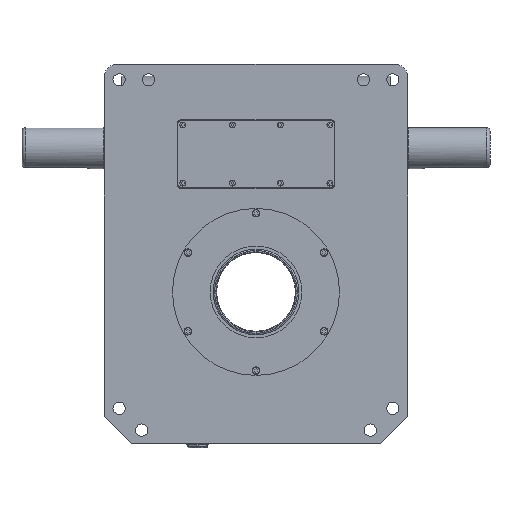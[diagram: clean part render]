
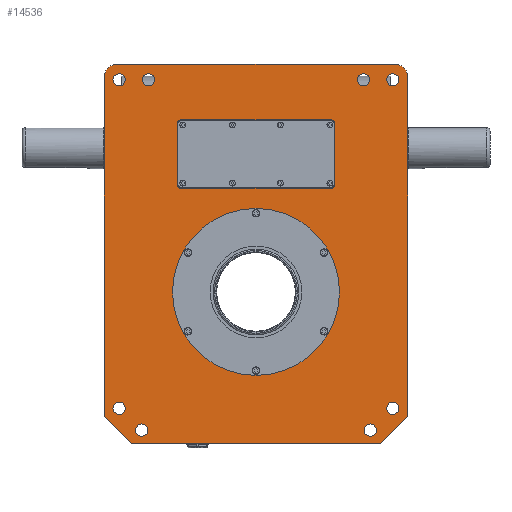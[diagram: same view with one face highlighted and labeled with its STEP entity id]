
A CAD part, front view. The second image highlights one B-rep face of the part: STEP entity #14536.
In plain terms, the highlighted planar face has unit normal (0, -1, 0).
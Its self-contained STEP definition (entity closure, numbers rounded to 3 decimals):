
#808=LINE('',#22452,#1669);
#812=LINE('',#22461,#1673);
#850=LINE('',#23462,#1711);
#854=LINE('',#23471,#1715);
#858=LINE('',#23480,#1719);
#923=LINE('',#23662,#1784);
#924=LINE('',#23663,#1785);
#925=LINE('',#23664,#1786);
#926=LINE('',#23665,#1787);
#927=LINE('',#23684,#1788);
#1669=VECTOR('',#16767,1000.);
#1673=VECTOR('',#16773,1000.);
#1711=VECTOR('',#16933,1000.);
#1715=VECTOR('',#16939,1000.);
#1719=VECTOR('',#16945,1000.);
#1784=VECTOR('',#17110,1000.);
#1785=VECTOR('',#17111,1000.);
#1786=VECTOR('',#17112,1000.);
#1787=VECTOR('',#17113,1000.);
#1788=VECTOR('',#17132,1000.);
#3408=ORIENTED_EDGE('',*,*,#5606,.T.);
#3409=ORIENTED_EDGE('',*,*,#5607,.F.);
#3410=ORIENTED_EDGE('',*,*,#5394,.T.);
#3411=ORIENTED_EDGE('',*,*,#5608,.F.);
#3412=ORIENTED_EDGE('',*,*,#5398,.T.);
#3413=ORIENTED_EDGE('',*,*,#5609,.F.);
#3414=ORIENTED_EDGE('',*,*,#5402,.T.);
#3415=ORIENTED_EDGE('',*,*,#5610,.F.);
#3416=ORIENTED_EDGE('',*,*,#5390,.T.);
#3417=ORIENTED_EDGE('',*,*,#5611,.F.);
#3418=ORIENTED_EDGE('',*,*,#5612,.F.);
#3419=ORIENTED_EDGE('',*,*,#5613,.F.);
#3420=ORIENTED_EDGE('',*,*,#5614,.F.);
#3421=ORIENTED_EDGE('',*,*,#5615,.F.);
#3422=ORIENTED_EDGE('',*,*,#5616,.F.);
#3423=ORIENTED_EDGE('',*,*,#5617,.F.);
#3424=ORIENTED_EDGE('',*,*,#5618,.F.);
#3425=ORIENTED_EDGE('',*,*,#5505,.F.);
#3426=ORIENTED_EDGE('',*,*,#5619,.T.);
#3427=ORIENTED_EDGE('',*,*,#5620,.F.);
#3428=ORIENTED_EDGE('',*,*,#5621,.T.);
#3429=ORIENTED_EDGE('',*,*,#5513,.F.);
#3430=ORIENTED_EDGE('',*,*,#5622,.T.);
#3431=ORIENTED_EDGE('',*,*,#5509,.F.);
#3432=ORIENTED_EDGE('',*,*,#5623,.T.);
#5390=EDGE_CURVE('',#6589,#6590,#7276,.T.);
#5394=EDGE_CURVE('',#6593,#6594,#7278,.T.);
#5398=EDGE_CURVE('',#6597,#6598,#808,.T.);
#5402=EDGE_CURVE('',#6601,#6602,#812,.T.);
#5505=EDGE_CURVE('',#6676,#6677,#850,.T.);
#5509=EDGE_CURVE('',#6680,#6681,#854,.T.);
#5513=EDGE_CURVE('',#6684,#6685,#858,.T.);
#5606=EDGE_CURVE('',#6750,#6750,#7350,.T.);
#5607=EDGE_CURVE('',#6593,#6590,#923,.T.);
#5608=EDGE_CURVE('',#6597,#6594,#924,.T.);
#5609=EDGE_CURVE('',#6601,#6598,#925,.T.);
#5610=EDGE_CURVE('',#6589,#6602,#926,.T.);
#5611=EDGE_CURVE('',#6751,#6751,#7351,.T.);
#5612=EDGE_CURVE('',#6752,#6752,#7352,.T.);
#5613=EDGE_CURVE('',#6753,#6753,#7353,.T.);
#5614=EDGE_CURVE('',#6754,#6754,#7354,.T.);
#5615=EDGE_CURVE('',#6755,#6755,#7355,.T.);
#5616=EDGE_CURVE('',#6756,#6756,#7356,.T.);
#5617=EDGE_CURVE('',#6757,#6757,#7357,.T.);
#5618=EDGE_CURVE('',#6758,#6758,#7358,.T.);
#5619=EDGE_CURVE('',#6676,#6759,#7359,.F.);
#5620=EDGE_CURVE('',#6760,#6759,#927,.T.);
#5621=EDGE_CURVE('',#6760,#6685,#7360,.F.);
#5622=EDGE_CURVE('',#6684,#6681,#7361,.F.);
#5623=EDGE_CURVE('',#6680,#6677,#7362,.F.);
#6589=VERTEX_POINT('',#22435);
#6590=VERTEX_POINT('',#22436);
#6593=VERTEX_POINT('',#22444);
#6594=VERTEX_POINT('',#22445);
#6597=VERTEX_POINT('',#22453);
#6598=VERTEX_POINT('',#22454);
#6601=VERTEX_POINT('',#22462);
#6602=VERTEX_POINT('',#22463);
#6676=VERTEX_POINT('',#23463);
#6677=VERTEX_POINT('',#23464);
#6680=VERTEX_POINT('',#23472);
#6681=VERTEX_POINT('',#23473);
#6684=VERTEX_POINT('',#23481);
#6685=VERTEX_POINT('',#23482);
#6750=VERTEX_POINT('',#23661);
#6751=VERTEX_POINT('',#23667);
#6752=VERTEX_POINT('',#23669);
#6753=VERTEX_POINT('',#23671);
#6754=VERTEX_POINT('',#23673);
#6755=VERTEX_POINT('',#23675);
#6756=VERTEX_POINT('',#23677);
#6757=VERTEX_POINT('',#23679);
#6758=VERTEX_POINT('',#23681);
#6759=VERTEX_POINT('',#23683);
#6760=VERTEX_POINT('',#23685);
#7276=CIRCLE('',#15186,20.);
#7278=CIRCLE('',#15189,20.);
#7350=CIRCLE('',#15305,122.);
#7351=CIRCLE('',#15306,9.);
#7352=CIRCLE('',#15307,9.);
#7353=CIRCLE('',#15308,9.);
#7354=CIRCLE('',#15309,9.);
#7355=CIRCLE('',#15310,9.);
#7356=CIRCLE('',#15311,9.);
#7357=CIRCLE('',#15312,9.);
#7358=CIRCLE('',#15313,9.);
#7359=CIRCLE('',#15314,5.);
#7360=CIRCLE('',#15315,5.);
#7361=CIRCLE('',#15316,5.);
#7362=CIRCLE('',#15317,5.);
#7899=EDGE_LOOP('',(#3408));
#7900=EDGE_LOOP('',(#3409,#3410,#3411,#3412,#3413,#3414,#3415,#3416));
#7901=EDGE_LOOP('',(#3417));
#7902=EDGE_LOOP('',(#3418));
#7903=EDGE_LOOP('',(#3419));
#7904=EDGE_LOOP('',(#3420));
#7905=EDGE_LOOP('',(#3421));
#7906=EDGE_LOOP('',(#3422));
#7907=EDGE_LOOP('',(#3423));
#7908=EDGE_LOOP('',(#3424));
#7909=EDGE_LOOP('',(#3425,#3426,#3427,#3428,#3429,#3430,#3431,#3432));
#8842=FACE_BOUND('',#7899,.T.);
#8843=FACE_BOUND('',#7900,.T.);
#8844=FACE_BOUND('',#7901,.T.);
#8845=FACE_BOUND('',#7902,.T.);
#8846=FACE_BOUND('',#7903,.T.);
#8847=FACE_BOUND('',#7904,.T.);
#8848=FACE_BOUND('',#7905,.T.);
#8849=FACE_BOUND('',#7906,.T.);
#8850=FACE_BOUND('',#7907,.T.);
#8851=FACE_BOUND('',#7908,.T.);
#8852=FACE_BOUND('',#7909,.T.);
#9553=PLANE('',#15304);
#14536=ADVANCED_FACE('',(#8842,#8843,#8844,#8845,#8846,#8847,#8848,#8849,
#8850,#8851,#8852),#9553,.T.);
#15186=AXIS2_PLACEMENT_3D('',#22434,#16751,#16752);
#15189=AXIS2_PLACEMENT_3D('',#22443,#16759,#16760);
#15304=AXIS2_PLACEMENT_3D('',#23659,#17106,#17107);
#15305=AXIS2_PLACEMENT_3D('',#23660,#17108,#17109);
#15306=AXIS2_PLACEMENT_3D('',#23666,#17114,#17115);
#15307=AXIS2_PLACEMENT_3D('',#23668,#17116,#17117);
#15308=AXIS2_PLACEMENT_3D('',#23670,#17118,#17119);
#15309=AXIS2_PLACEMENT_3D('',#23672,#17120,#17121);
#15310=AXIS2_PLACEMENT_3D('',#23674,#17122,#17123);
#15311=AXIS2_PLACEMENT_3D('',#23676,#17124,#17125);
#15312=AXIS2_PLACEMENT_3D('',#23678,#17126,#17127);
#15313=AXIS2_PLACEMENT_3D('',#23680,#17128,#17129);
#15314=AXIS2_PLACEMENT_3D('',#23682,#17130,#17131);
#15315=AXIS2_PLACEMENT_3D('',#23686,#17133,#17134);
#15316=AXIS2_PLACEMENT_3D('',#23687,#17135,#17136);
#15317=AXIS2_PLACEMENT_3D('',#23688,#17137,#17138);
#16751=DIRECTION('',(0.,-1.,0.));
#16752=DIRECTION('',(0.,0.,-1.));
#16759=DIRECTION('',(0.,-1.,0.));
#16760=DIRECTION('',(0.,0.,-1.));
#16767=DIRECTION('',(0.707,0.,-0.707));
#16773=DIRECTION('',(0.707,0.,0.707));
#16933=DIRECTION('',(0.,0.,1.));
#16939=DIRECTION('',(-1.,0.,0.));
#16945=DIRECTION('',(0.,0.,-1.));
#17106=DIRECTION('',(0.,-1.,0.));
#17107=DIRECTION('',(0.,0.,-1.));
#17108=DIRECTION('',(0.,1.,0.));
#17109=DIRECTION('',(0.,0.,1.));
#17110=DIRECTION('',(1.,0.,0.));
#17111=DIRECTION('',(0.,0.,1.));
#17112=DIRECTION('',(-1.,0.,0.));
#17113=DIRECTION('',(0.,0.,-1.));
#17114=DIRECTION('',(0.,-1.,0.));
#17115=DIRECTION('',(0.,0.,-1.));
#17116=DIRECTION('',(0.,-1.,0.));
#17117=DIRECTION('',(0.,0.,-1.));
#17118=DIRECTION('',(0.,-1.,0.));
#17119=DIRECTION('',(0.,0.,-1.));
#17120=DIRECTION('',(0.,-1.,0.));
#17121=DIRECTION('',(0.,0.,-1.));
#17122=DIRECTION('',(0.,-1.,0.));
#17123=DIRECTION('',(0.,0.,-1.));
#17124=DIRECTION('',(0.,-1.,0.));
#17125=DIRECTION('',(0.,0.,-1.));
#17126=DIRECTION('',(0.,-1.,0.));
#17127=DIRECTION('',(0.,0.,-1.));
#17128=DIRECTION('',(0.,-1.,0.));
#17129=DIRECTION('',(0.,0.,-1.));
#17130=DIRECTION('',(0.,-1.,0.));
#17131=DIRECTION('',(0.,0.,-1.));
#17132=DIRECTION('',(1.,0.,0.));
#17133=DIRECTION('',(0.,-1.,0.));
#17134=DIRECTION('',(0.,0.,-1.));
#17135=DIRECTION('',(0.,-1.,0.));
#17136=DIRECTION('',(0.,0.,-1.));
#17137=DIRECTION('',(0.,-1.,0.));
#17138=DIRECTION('',(0.,0.,-1.));
#22434=CARTESIAN_POINT('',(202.,-148.,313.));
#22435=CARTESIAN_POINT('',(222.,-148.,313.));
#22436=CARTESIAN_POINT('',(202.,-148.,333.));
#22443=CARTESIAN_POINT('',(-202.,-148.,313.));
#22444=CARTESIAN_POINT('',(-202.,-148.,333.));
#22445=CARTESIAN_POINT('',(-222.,-148.,313.));
#22452=CARTESIAN_POINT('',(-202.,-148.,-202.));
#22453=CARTESIAN_POINT('',(-222.,-148.,-182.));
#22454=CARTESIAN_POINT('',(-182.,-148.,-222.));
#22461=CARTESIAN_POINT('',(202.,-148.,-202.));
#22462=CARTESIAN_POINT('',(182.,-148.,-222.));
#22463=CARTESIAN_POINT('',(222.,-148.,-182.));
#23462=CARTESIAN_POINT('',(115.,-148.,251.5));
#23463=CARTESIAN_POINT('',(115.,-148.,156.5));
#23464=CARTESIAN_POINT('',(115.,-148.,246.5));
#23471=CARTESIAN_POINT('',(-115.,-148.,251.5));
#23472=CARTESIAN_POINT('',(110.,-148.,251.5));
#23473=CARTESIAN_POINT('',(-110.,-148.,251.5));
#23480=CARTESIAN_POINT('',(-115.,-148.,251.5));
#23481=CARTESIAN_POINT('',(-115.,-148.,246.5));
#23482=CARTESIAN_POINT('',(-115.,-148.,156.5));
#23659=CARTESIAN_POINT('',(0.,-148.,0.));
#23660=CARTESIAN_POINT('',(0.,-148.,0.));
#23661=CARTESIAN_POINT('',(0.,-148.,122.));
#23662=CARTESIAN_POINT('',(222.,-148.,333.));
#23663=CARTESIAN_POINT('',(-222.,-148.,333.));
#23664=CARTESIAN_POINT('',(-222.,-148.,-222.));
#23665=CARTESIAN_POINT('',(222.,-148.,-222.));
#23666=CARTESIAN_POINT('',(-200.,-148.,310.));
#23667=CARTESIAN_POINT('',(-200.,-148.,301.));
#23668=CARTESIAN_POINT('',(200.,-148.,-170.));
#23669=CARTESIAN_POINT('',(200.,-148.,-179.));
#23670=CARTESIAN_POINT('',(167.,-148.,-202.));
#23671=CARTESIAN_POINT('',(167.,-148.,-211.));
#23672=CARTESIAN_POINT('',(-167.,-148.,-202.));
#23673=CARTESIAN_POINT('',(-167.,-148.,-211.));
#23674=CARTESIAN_POINT('',(-157.,-148.,310.));
#23675=CARTESIAN_POINT('',(-157.,-148.,301.));
#23676=CARTESIAN_POINT('',(157.,-148.,310.));
#23677=CARTESIAN_POINT('',(157.,-148.,301.));
#23678=CARTESIAN_POINT('',(200.,-148.,310.));
#23679=CARTESIAN_POINT('',(200.,-148.,301.));
#23680=CARTESIAN_POINT('',(-200.,-148.,-170.));
#23681=CARTESIAN_POINT('',(-200.,-148.,-179.));
#23682=CARTESIAN_POINT('',(110.,-148.,156.5));
#23683=CARTESIAN_POINT('',(110.,-148.,151.5));
#23684=CARTESIAN_POINT('',(-115.,-148.,151.5));
#23685=CARTESIAN_POINT('',(-110.,-148.,151.5));
#23686=CARTESIAN_POINT('',(-110.,-148.,156.5));
#23687=CARTESIAN_POINT('',(-110.,-148.,246.5));
#23688=CARTESIAN_POINT('',(110.,-148.,246.5));
